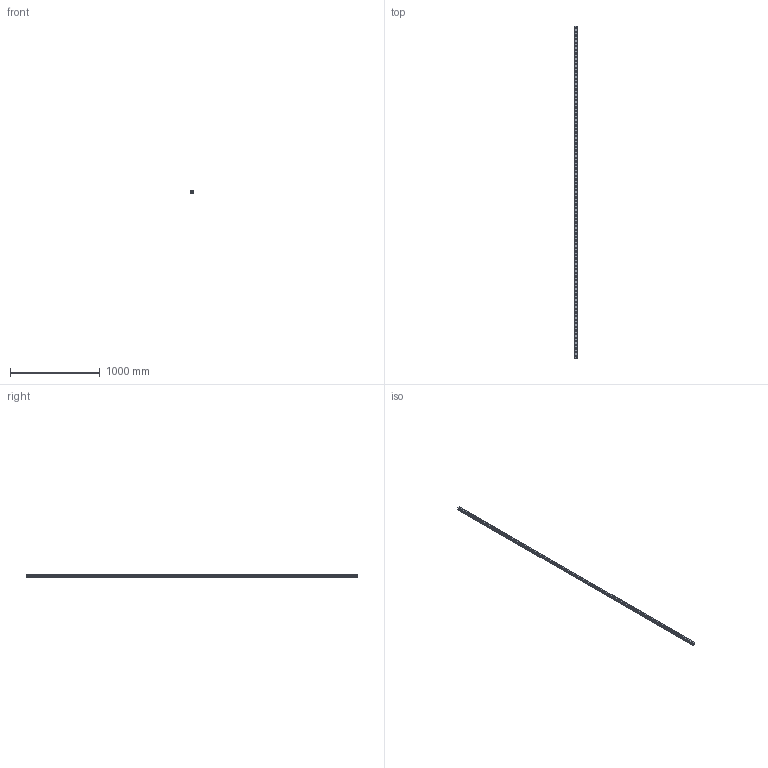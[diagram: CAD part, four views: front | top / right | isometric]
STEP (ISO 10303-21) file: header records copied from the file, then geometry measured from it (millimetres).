
FILE_DESCRIPTION(('STEP AP214'),'1');
FILE_NAME('cctmp_E925E0AC-F4FE-4251-A77A-410788036792_2021_03_11_16_16_56_0968..stp','2021-03-11T15:16:57',('HIWIN GmbH'),('CADClick - www.CADClick.com'),'Spatial InterOp 3D',' ','unknown authorization');
FILE_SCHEMA(('AUTOMOTIVE_DESIGN'));
Length unit declared in the file: millimetre
Products named in the file (1): RGR30R3690H_FILE
Bounding box: 28 x 3690 x 28 mm (x, y, z)
Volume: 2118228.2 mm3; surface area: 546719.5 mm2
Topology: 1 solids, 1 shells, 943 faces, 1983 edges, 1322 vertices
Faces by surface type: cylinder 570, plane 373
Entity records: 33345 total; most frequent: DIRECTION 5011, CARTESIAN_POINT 4249, ORIENTED_EDGE 3966, AXIS2_PLACEMENT_3D 2084, EDGE_CURVE 1983, VERTEX_POINT 1322, EDGE_LOOP 1223, CIRCLE 1140
